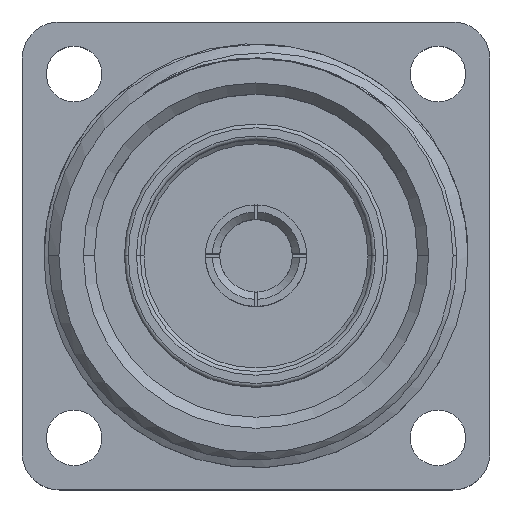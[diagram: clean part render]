
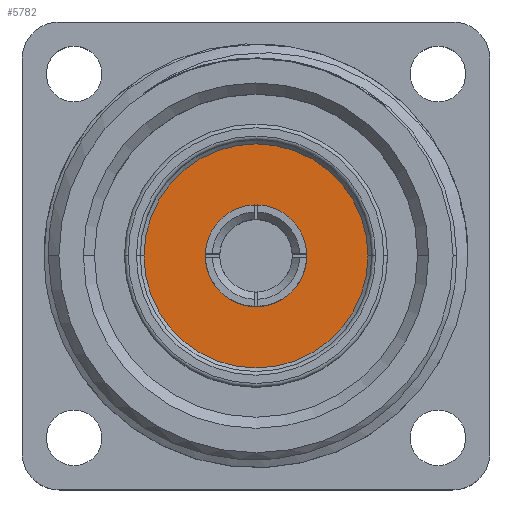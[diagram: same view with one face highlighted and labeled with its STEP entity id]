
A CAD part, top view. The second image highlights one B-rep face of the part: STEP entity #5782.
In plain terms, the highlighted planar face has unit normal (0, 0, 1).
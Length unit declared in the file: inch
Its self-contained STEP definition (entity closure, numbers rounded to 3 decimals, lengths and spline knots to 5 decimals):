
#121 = CARTESIAN_POINT ( 'NONE',  ( 0., 0., -0.47031 ) ) ;
#1252 = VERTEX_POINT ( 'NONE', #4394 ) ;
#1420 = VERTEX_POINT ( 'NONE', #17443 ) ;
#1904 = ORIENTED_EDGE ( 'NONE', *, *, #20019, .T. ) ;
#2513 = EDGE_LOOP ( 'NONE', ( #1904, #6938 ) ) ;
#2600 = CIRCLE ( 'NONE', #6782, 0.13661 ) ;
#3074 = DIRECTION ( 'NONE',  ( -1., 0., 0. ) ) ;
#3783 = DIRECTION ( 'NONE',  ( -1., 0., 0. ) ) ;
#4394 = CARTESIAN_POINT ( 'NONE',  ( 0.13661, 0., -0.47031 ) ) ;
#4901 = DIRECTION ( 'NONE',  ( -1., 0., 0. ) ) ;
#5782 = ADVANCED_FACE ( 'NONE', ( #22863, #12050 ), #14097, .F. ) ;
#6782 = AXIS2_PLACEMENT_3D ( 'NONE', #121, #12837, #3783 ) ;
#6888 = CARTESIAN_POINT ( 'NONE',  ( 0., 0., -0.47031 ) ) ;
#6905 = DIRECTION ( 'NONE',  ( -1., 0., 0. ) ) ;
#6938 = ORIENTED_EDGE ( 'NONE', *, *, #9278, .T. ) ;
#8702 = EDGE_LOOP ( 'NONE', ( #20126, #15828 ) ) ;
#8710 = DIRECTION ( 'NONE',  ( 0., 0., 1. ) ) ;
#9278 = EDGE_CURVE ( 'NONE', #17191, #1420, #11919, .T. ) ;
#9870 = CARTESIAN_POINT ( 'NONE',  ( -0.30169, 0., -0.47031 ) ) ;
#10050 = AXIS2_PLACEMENT_3D ( 'NONE', #12054, #21202, #3074 ) ;
#10506 = CARTESIAN_POINT ( 'NONE',  ( -0.13661, 0., -0.47031 ) ) ;
#10597 = AXIS2_PLACEMENT_3D ( 'NONE', #6888, #8710, #4901 ) ;
#11919 = CIRCLE ( 'NONE', #10050, 0.30169 ) ;
#12050 = FACE_BOUND ( 'NONE', #8702, .T. ) ;
#12054 = CARTESIAN_POINT ( 'NONE',  ( 0., 0., -0.47031 ) ) ;
#12735 = CARTESIAN_POINT ( 'NONE',  ( 0., 0., -0.47031 ) ) ;
#12771 = AXIS2_PLACEMENT_3D ( 'NONE', #12735, #21569, #23552 ) ;
#12837 = DIRECTION ( 'NONE',  ( 0., 0., -1. ) ) ;
#14097 = PLANE ( 'NONE',  #12771 ) ;
#14321 = CARTESIAN_POINT ( 'NONE',  ( 0., 0., -0.47031 ) ) ;
#14594 = CIRCLE ( 'NONE', #15488, 0.13661 ) ;
#15412 = EDGE_CURVE ( 'NONE', #1252, #22030, #14594, .T. ) ;
#15488 = AXIS2_PLACEMENT_3D ( 'NONE', #14321, #16004, #6905 ) ;
#15828 = ORIENTED_EDGE ( 'NONE', *, *, #15412, .T. ) ;
#16004 = DIRECTION ( 'NONE',  ( 0., 0., -1. ) ) ;
#17191 = VERTEX_POINT ( 'NONE', #9870 ) ;
#17443 = CARTESIAN_POINT ( 'NONE',  ( 0.30169, 0., -0.47031 ) ) ;
#17865 = EDGE_CURVE ( 'NONE', #22030, #1252, #2600, .T. ) ;
#20019 = EDGE_CURVE ( 'NONE', #1420, #17191, #22701, .T. ) ;
#20126 = ORIENTED_EDGE ( 'NONE', *, *, #17865, .T. ) ;
#21202 = DIRECTION ( 'NONE',  ( 0., 0., 1. ) ) ;
#21569 = DIRECTION ( 'NONE',  ( 0., 0., -1. ) ) ;
#22030 = VERTEX_POINT ( 'NONE', #10506 ) ;
#22701 = CIRCLE ( 'NONE', #10597, 0.30169 ) ;
#22863 = FACE_OUTER_BOUND ( 'NONE', #2513, .T. ) ;
#23552 = DIRECTION ( 'NONE',  ( -1., 0., 0. ) ) ;
